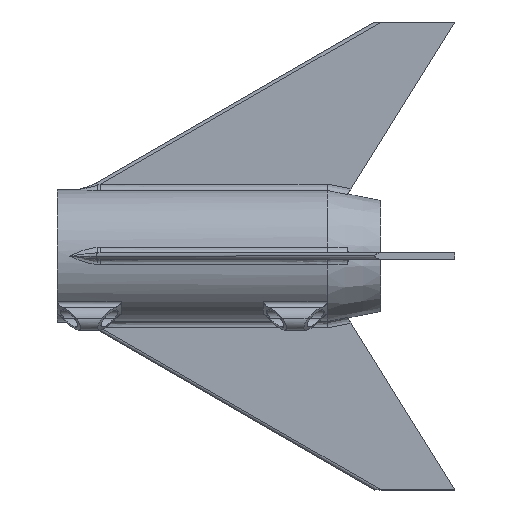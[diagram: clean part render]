
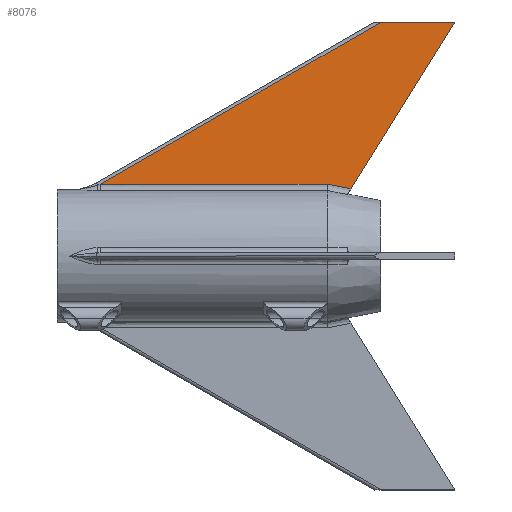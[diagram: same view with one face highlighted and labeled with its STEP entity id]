
A CAD part, left-side view. The second image highlights one B-rep face of the part: STEP entity #8076.
In plain terms, the highlighted planar face has unit normal (-1, 0, 0).
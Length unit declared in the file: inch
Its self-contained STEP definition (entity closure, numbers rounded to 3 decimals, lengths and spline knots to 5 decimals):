
#196 = LINE ( 'NONE', #5786, #2746 ) ;
#727 = VERTEX_POINT ( 'NONE', #3241 ) ;
#1013 = LINE ( 'NONE', #1597, #7166 ) ;
#1297 = PLANE ( 'NONE',  #3944 ) ;
#1383 = CARTESIAN_POINT ( 'NONE',  ( -0.65, -5.46286, 0.6306 ) ) ;
#1597 = CARTESIAN_POINT ( 'NONE',  ( -0.65, -6.43599, 2.19601 ) ) ;
#1613 = EDGE_CURVE ( 'NONE', #5555, #3509, #1013, .T. ) ;
#1953 = CARTESIAN_POINT ( 'NONE',  ( -0.65, 0., 0.62 ) ) ;
#1996 = DIRECTION ( 'NONE',  ( 0., 0., -1. ) ) ;
#2071 = DIRECTION ( 'NONE',  ( 1., 0., 0. ) ) ;
#2557 = CARTESIAN_POINT ( 'NONE',  ( -0.65, -5.24781, 0.67402 ) ) ;
#2638 = ORIENTED_EDGE ( 'NONE', *, *, #1613, .T. ) ;
#2746 = VECTOR ( 'NONE', #3941, 39.37008 ) ;
#2826 = EDGE_CURVE ( 'NONE', #727, #4079, #5049, .T. ) ;
#2955 = CARTESIAN_POINT ( 'NONE',  ( -0.65, -5.74599, 2.19601 ) ) ;
#3241 = CARTESIAN_POINT ( 'NONE',  ( -0.65, -3.10983, 0.67402 ) ) ;
#3501 = CARTESIAN_POINT ( 'NONE',  ( -0.65, -3.82249, 0.67402 ) ) ;
#3509 = VERTEX_POINT ( 'NONE', #6534 ) ;
#3941 = DIRECTION ( 'NONE',  ( 0., 0.866, -0.5 ) ) ;
#3944 = AXIS2_PLACEMENT_3D ( 'NONE', #1953, #2071, #1996 ) ;
#4079 = VERTEX_POINT ( 'NONE', #2557 ) ;
#4301 = CARTESIAN_POINT ( 'NONE',  ( -0.65, -5.68599, 2.19601 ) ) ;
#4504 = CARTESIAN_POINT ( 'NONE',  ( -0.65, -3.10983, 0.67402 ) ) ;
#4590 = EDGE_CURVE ( 'NONE', #3509, #6292, #4898, .T. ) ;
#4898 = LINE ( 'NONE', #4301, #8068 ) ;
#5049 = B_SPLINE_CURVE_WITH_KNOTS ( 'NONE', 3,
 ( #4504, #3501, #5296, #6502 ),
 .UNSPECIFIED., .F., .F.,
 ( 4, 4 ),
 ( 0., 1. ),
 .UNSPECIFIED. ) ;
#5082 = CARTESIAN_POINT ( 'NONE',  ( -0.65, -5.24781, 0.67402 ) ) ;
#5118 = EDGE_CURVE ( 'NONE', #4079, #5555, #7373, .T. ) ;
#5172 = ORIENTED_EDGE ( 'NONE', *, *, #7974, .T. ) ;
#5296 = CARTESIAN_POINT ( 'NONE',  ( -0.65, -4.53515, 0.67402 ) ) ;
#5391 = DIRECTION ( 'NONE',  ( 0., 1., 0. ) ) ;
#5555 = VERTEX_POINT ( 'NONE', #7971 ) ;
#5601 = ORIENTED_EDGE ( 'NONE', *, *, #2826, .T. ) ;
#5786 = CARTESIAN_POINT ( 'NONE',  ( -0.65, -0.75407, -0.68608 ) ) ;
#6291 = CARTESIAN_POINT ( 'NONE',  ( -0.65, -5.3195, 0.65954 ) ) ;
#6292 = VERTEX_POINT ( 'NONE', #2955 ) ;
#6502 = CARTESIAN_POINT ( 'NONE',  ( -0.65, -5.24781, 0.67402 ) ) ;
#6534 = CARTESIAN_POINT ( 'NONE',  ( -0.65, -6.43599, 2.19601 ) ) ;
#6659 = DIRECTION ( 'NONE',  ( 0., -0.528, 0.849 ) ) ;
#6955 = CARTESIAN_POINT ( 'NONE',  ( -0.65, -5.39118, 0.64507 ) ) ;
#7070 = FACE_OUTER_BOUND ( 'NONE', #7432, .T. ) ;
#7116 = ORIENTED_EDGE ( 'NONE', *, *, #4590, .T. ) ;
#7166 = VECTOR ( 'NONE', #6659, 39.37008 ) ;
#7373 = B_SPLINE_CURVE_WITH_KNOTS ( 'NONE', 3,
 ( #5082, #6291, #6955, #1383 ),
 .UNSPECIFIED., .F., .F.,
 ( 4, 4 ),
 ( 0., 1. ),
 .UNSPECIFIED. ) ;
#7432 = EDGE_LOOP ( 'NONE', ( #5601, #7534, #2638, #7116, #5172 ) ) ;
#7534 = ORIENTED_EDGE ( 'NONE', *, *, #5118, .T. ) ;
#7971 = CARTESIAN_POINT ( 'NONE',  ( -0.65, -5.46286, 0.6306 ) ) ;
#7974 = EDGE_CURVE ( 'NONE', #6292, #727, #196, .T. ) ;
#8068 = VECTOR ( 'NONE', #5391, 39.37008 ) ;
#8076 = ADVANCED_FACE ( 'NONE', ( #7070 ), #1297, .F. ) ;
